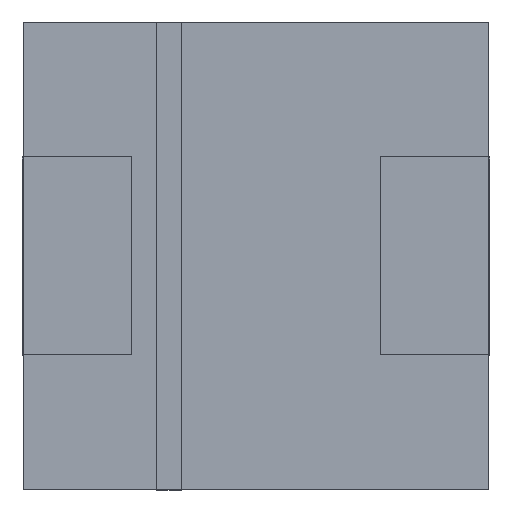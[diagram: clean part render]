
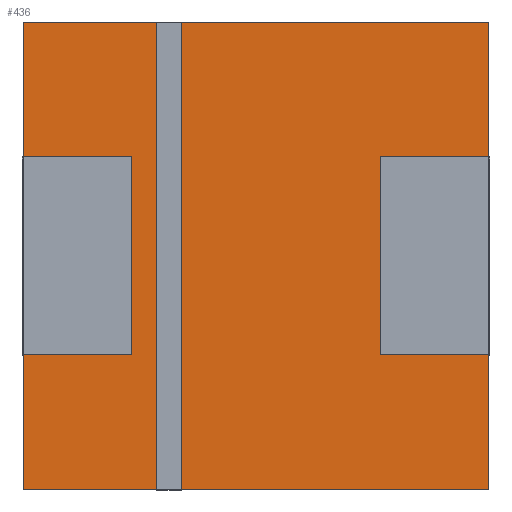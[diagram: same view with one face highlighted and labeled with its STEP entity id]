
A CAD part, top view. The second image highlights one B-rep face of the part: STEP entity #436.
In plain terms, the highlighted planar face has unit normal (0, 0, 1).
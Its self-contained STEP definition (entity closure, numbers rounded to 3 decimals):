
#212=CARTESIAN_POINT('',(6.375,-6.401,7.976));
#211=VERTEX_POINT('',#212);
#222=CARTESIAN_POINT('',(-6.375,-6.401,7.976));
#221=VERTEX_POINT('',#222);
#220=EDGE_CURVE('',#221,#211,#225,.T.);
#225=LINE('',#222,#227);
#227=VECTOR('',#228,12.751);
#228=DIRECTION('',(1.0,0.0,0.0));
#261=CARTESIAN_POINT('',(6.375,6.401,7.976));
#260=VERTEX_POINT('',#261);
#269=EDGE_CURVE('',#211,#260,#274,.T.);
#274=LINE('',#212,#276);
#276=VECTOR('',#277,12.802);
#277=DIRECTION('',(0.0,1.0,0.0));
#310=CARTESIAN_POINT('',(-6.375,6.401,7.976));
#309=VERTEX_POINT('',#310);
#318=EDGE_CURVE('',#260,#309,#323,.T.);
#323=LINE('',#261,#325);
#325=VECTOR('',#326,12.751);
#326=DIRECTION('',(-1.0,0.0,0.0));
#367=EDGE_CURVE('',#309,#221,#372,.T.);
#372=LINE('',#310,#374);
#374=VECTOR('',#375,12.802);
#375=DIRECTION('',(0.0,-1.0,0.0));
#436=ADVANCED_FACE('',(#442),#437,.T.);
#437=PLANE('',#438);
#438=AXIS2_PLACEMENT_3D('',#439,#440,#441);
#439=CARTESIAN_POINT('',(-6.375,-6.401,7.976));
#440=DIRECTION('',(0.0,0.0,1.0));
#441=DIRECTION('',(0.,1.,0.));
#442=FACE_OUTER_BOUND('',#443,.T.);
#443=EDGE_LOOP('',(#444,#454,#464,#474));
#444=ORIENTED_EDGE('',*,*,#220,.T.);
#454=ORIENTED_EDGE('',*,*,#269,.T.);
#464=ORIENTED_EDGE('',*,*,#318,.T.);
#474=ORIENTED_EDGE('',*,*,#367,.T.);
